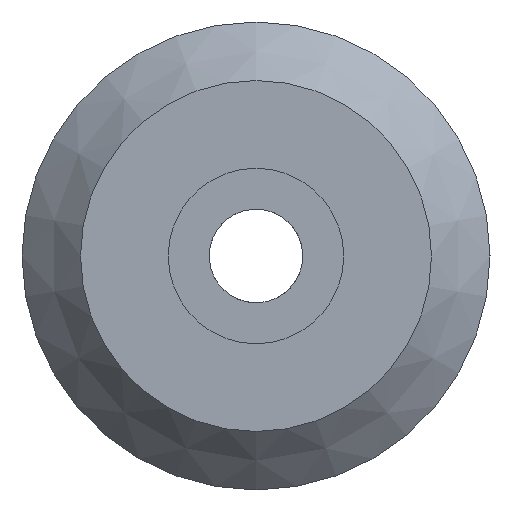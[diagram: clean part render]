
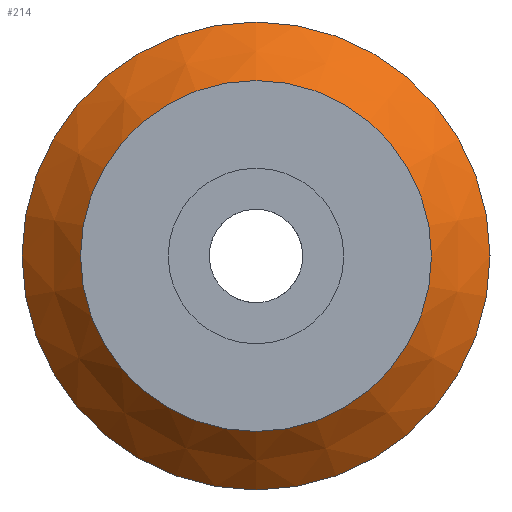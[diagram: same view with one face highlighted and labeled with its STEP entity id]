
A CAD part, left-side view. The second image highlights one B-rep face of the part: STEP entity #214.
In plain terms, the highlighted conical face has half-angle 45 degrees and reference radius 4 mm.
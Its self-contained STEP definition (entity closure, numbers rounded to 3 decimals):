
#5 = ORIENTED_EDGE ( 'NONE', *, *, #418, .T. ) ;
#9 = DIRECTION ( 'NONE',  ( 1., 0., 0. ) ) ;
#30 = CARTESIAN_POINT ( 'NONE',  ( -72., 0., 0. ) ) ;
#110 = AXIS2_PLACEMENT_3D ( 'NONE', #30, #300, #381 ) ;
#164 = CIRCLE ( 'NONE', #110, 4. ) ;
#206 = VERTEX_POINT ( 'NONE', #279 ) ;
#214 = ADVANCED_FACE ( 'NONE', ( #483, #376 ), #532, .T. ) ;
#279 = CARTESIAN_POINT ( 'NONE',  ( -73., 0., -3. ) ) ;
#295 = DIRECTION ( 'NONE',  ( 1., 0., 0. ) ) ;
#297 = ORIENTED_EDGE ( 'NONE', *, *, #322, .F. ) ;
#300 = DIRECTION ( 'NONE',  ( 1., 0., 0. ) ) ;
#322 = EDGE_CURVE ( 'NONE', #347, #347, #164, .T. ) ;
#347 = VERTEX_POINT ( 'NONE', #459 ) ;
#374 = AXIS2_PLACEMENT_3D ( 'NONE', #485, #9, #528 ) ;
#376 = FACE_OUTER_BOUND ( 'NONE', #524, .T. ) ;
#381 = DIRECTION ( 'NONE',  ( 0., 0., -1. ) ) ;
#392 = AXIS2_PLACEMENT_3D ( 'NONE', #417, #295, #425 ) ;
#394 = EDGE_LOOP ( 'NONE', ( #5 ) ) ;
#407 = CIRCLE ( 'NONE', #392, 3. ) ;
#417 = CARTESIAN_POINT ( 'NONE',  ( -73., 0., 0. ) ) ;
#418 = EDGE_CURVE ( 'NONE', #206, #206, #407, .T. ) ;
#425 = DIRECTION ( 'NONE',  ( 0., 0., -1. ) ) ;
#459 = CARTESIAN_POINT ( 'NONE',  ( -72., 0., -4. ) ) ;
#483 = FACE_BOUND ( 'NONE', #394, .T. ) ;
#485 = CARTESIAN_POINT ( 'NONE',  ( -72., 0., 0. ) ) ;
#524 = EDGE_LOOP ( 'NONE', ( #297 ) ) ;
#528 = DIRECTION ( 'NONE',  ( 0., 0., -1. ) ) ;
#532 = CONICAL_SURFACE ( 'NONE', #374, 4., 0.785 ) ;
